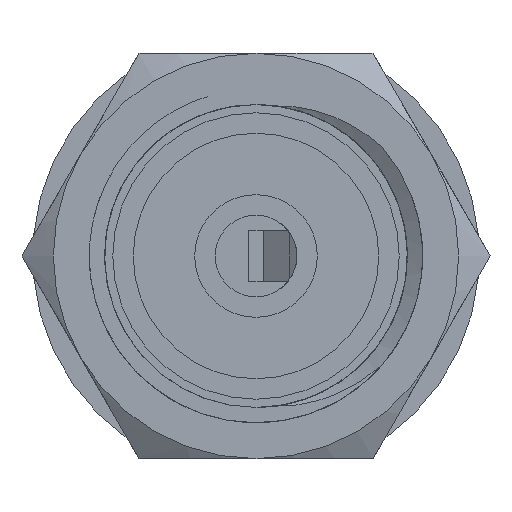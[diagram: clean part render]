
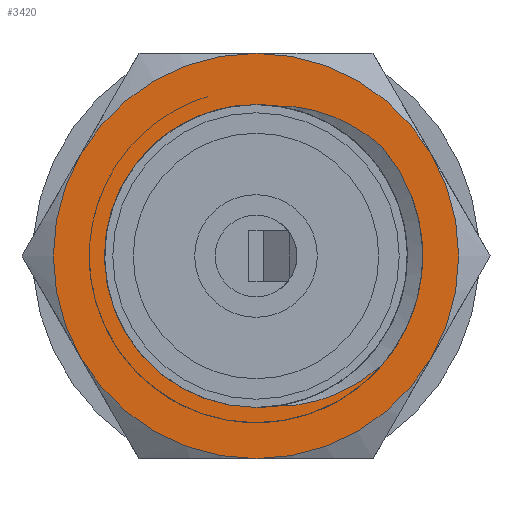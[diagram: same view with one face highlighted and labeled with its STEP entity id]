
A CAD part, left-side view. The second image highlights one B-rep face of the part: STEP entity #3420.
In plain terms, the highlighted face is planar.
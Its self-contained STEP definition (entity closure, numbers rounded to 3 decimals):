
#20 = VERTEX_POINT ( 'NONE', #335 ) ;
#71 = CARTESIAN_POINT ( 'NONE',  ( 1.294, -0.928, 12.747 ) ) ;
#90 = PLANE ( 'NONE',  #2559 ) ;
#111 = VERTEX_POINT ( 'NONE', #1327 ) ;
#205 = CARTESIAN_POINT ( 'NONE',  ( 0., 0., 12.747 ) ) ;
#289 = EDGE_CURVE ( 'NONE', #425, #1921, #1531, .T. ) ;
#314 = AXIS2_PLACEMENT_3D ( 'NONE', #1205, #606, #2134 ) ;
#335 = CARTESIAN_POINT ( 'NONE',  ( -0.991, -1.716, 12.747 ) ) ;
#378 = DIRECTION ( 'NONE',  ( 0., 0., 1. ) ) ;
#400 = DIRECTION ( 'NONE',  ( 1., 0., 0. ) ) ;
#403 = EDGE_CURVE ( 'NONE', #3871, #20, #3718, .T. ) ;
#425 = VERTEX_POINT ( 'NONE', #2043 ) ;
#482 = ORIENTED_EDGE ( 'NONE', *, *, #3636, .T. ) ;
#488 = EDGE_CURVE ( 'NONE', #3023, #2115, #3544, .T. ) ;
#491 = AXIS2_PLACEMENT_3D ( 'NONE', #1361, #2566, #2898 ) ;
#519 = AXIS2_PLACEMENT_3D ( 'NONE', #3630, #1505, #1805 ) ;
#556 = CARTESIAN_POINT ( 'NONE',  ( -1.294, -0.927, 12.747 ) ) ;
#606 = DIRECTION ( 'NONE',  ( 0., 0., 1. ) ) ;
#638 = CARTESIAN_POINT ( 'NONE',  ( 1.468, -0.19, 12.747 ) ) ;
#705 = CIRCLE ( 'NONE', #1338, 1.981 ) ;
#731 = CARTESIAN_POINT ( 'NONE',  ( 0., 0., 12.747 ) ) ;
#820 = CARTESIAN_POINT ( 'NONE',  ( 0., 0., 12.747 ) ) ;
#833 = CARTESIAN_POINT ( 'NONE',  ( 0., 0., 12.747 ) ) ;
#839 = CARTESIAN_POINT ( 'NONE',  ( -1.468, -0.19, 12.747 ) ) ;
#927 = CARTESIAN_POINT ( 'NONE',  ( 1.468, -0.19, 12.747 ) ) ;
#934 = CARTESIAN_POINT ( 'NONE',  ( 1.471, -0.383, 12.747 ) ) ;
#1125 = CIRCLE ( 'NONE', #3639, 1.48 ) ;
#1137 = CIRCLE ( 'NONE', #314, 1.48 ) ;
#1144 = CARTESIAN_POINT ( 'NONE',  ( -0.192, -1.63, 12.747 ) ) ;
#1148 = ORIENTED_EDGE ( 'NONE', *, *, #1291, .T. ) ;
#1149 = CARTESIAN_POINT ( 'NONE',  ( -1.063, -1.236, 12.747 ) ) ;
#1168 = DIRECTION ( 'NONE',  ( 0., 0., 1. ) ) ;
#1205 = CARTESIAN_POINT ( 'NONE',  ( 0., 0., 12.747 ) ) ;
#1263 = AXIS2_PLACEMENT_3D ( 'NONE', #820, #1168, #1465 ) ;
#1291 = EDGE_CURVE ( 'NONE', #2579, #2501, #1355, .T. ) ;
#1292 = EDGE_LOOP ( 'NONE', ( #3586, #3622, #2110, #1926, #1666, #1756 ) ) ;
#1327 = CARTESIAN_POINT ( 'NONE',  ( 0.991, -1.716, 12.747 ) ) ;
#1338 = AXIS2_PLACEMENT_3D ( 'NONE', #731, #378, #2525 ) ;
#1355 = B_SPLINE_CURVE_WITH_KNOTS ( 'NONE', 3,
 ( #638, #934, #3694, #71, #3380, #1552 ),
 .UNSPECIFIED., .F., .F.,
 ( 4, 2, 4 ),
 ( 0., 0.001, 0.001 ),
 .UNSPECIFIED. ) ;
#1361 = CARTESIAN_POINT ( 'NONE',  ( 0., 0., 12.747 ) ) ;
#1364 = CARTESIAN_POINT ( 'NONE',  ( -1.981, 0., 12.747 ) ) ;
#1366 = FACE_OUTER_BOUND ( 'NONE', #1292, .T. ) ;
#1369 = CARTESIAN_POINT ( 'NONE',  ( 0., 0., 12.747 ) ) ;
#1378 = CIRCLE ( 'NONE', #491, 1.981 ) ;
#1381 = CARTESIAN_POINT ( 'NONE',  ( 0.991, 1.716, 12.747 ) ) ;
#1416 = DIRECTION ( 'NONE',  ( 1., 0., 0. ) ) ;
#1465 = DIRECTION ( 'NONE',  ( 1., 0., 0. ) ) ;
#1505 = DIRECTION ( 'NONE',  ( 0., 0., 1. ) ) ;
#1531 = CIRCLE ( 'NONE', #3863, 1.981 ) ;
#1552 = CARTESIAN_POINT ( 'NONE',  ( 1.063, -1.236, 12.747 ) ) ;
#1557 = DIRECTION ( 'NONE',  ( 0., 0., 1. ) ) ;
#1627 = EDGE_CURVE ( 'NONE', #111, #425, #1378, .T. ) ;
#1666 = ORIENTED_EDGE ( 'NONE', *, *, #403, .T. ) ;
#1731 = CARTESIAN_POINT ( 'NONE',  ( 0.746, -1.462, 12.747 ) ) ;
#1737 = CARTESIAN_POINT ( 'NONE',  ( -1.063, -1.236, 12.747 ) ) ;
#1748 = CIRCLE ( 'NONE', #2216, 1.981 ) ;
#1752 = CARTESIAN_POINT ( 'NONE',  ( -0.916, -1.363, 12.747 ) ) ;
#1756 = ORIENTED_EDGE ( 'NONE', *, *, #3137, .T. ) ;
#1759 = CARTESIAN_POINT ( 'NONE',  ( -1.191, -1.092, 12.747 ) ) ;
#1773 = CARTESIAN_POINT ( 'NONE',  ( 1.063, -1.236, 12.747 ) ) ;
#1790 = CARTESIAN_POINT ( 'NONE',  ( -1.468, -0.19, 12.747 ) ) ;
#1805 = DIRECTION ( 'NONE',  ( 1., 0., 0. ) ) ;
#1833 = CARTESIAN_POINT ( 'NONE',  ( -1.471, -0.383, 12.747 ) ) ;
#1856 = CIRCLE ( 'NONE', #519, 1.981 ) ;
#1883 = EDGE_CURVE ( 'NONE', #3432, #3655, #3338, .T. ) ;
#1921 = VERTEX_POINT ( 'NONE', #1381 ) ;
#1926 = ORIENTED_EDGE ( 'NONE', *, *, #2750, .T. ) ;
#1952 = FACE_BOUND ( 'NONE', #3681, .T. ) ;
#2043 = CARTESIAN_POINT ( 'NONE',  ( 1.981, 0., 12.747 ) ) ;
#2110 = ORIENTED_EDGE ( 'NONE', *, *, #2503, .T. ) ;
#2115 = VERTEX_POINT ( 'NONE', #839 ) ;
#2134 = DIRECTION ( 'NONE',  ( 1., 0., 0. ) ) ;
#2216 = AXIS2_PLACEMENT_3D ( 'NONE', #833, #2409, #3846 ) ;
#2284 = EDGE_CURVE ( 'NONE', #2579, #3432, #1137, .T. ) ;
#2303 = DIRECTION ( 'NONE',  ( 1., 0., 0. ) ) ;
#2326 = DIRECTION ( 'NONE',  ( 0., 0., 1. ) ) ;
#2339 = CARTESIAN_POINT ( 'NONE',  ( 0.916, -1.363, 12.747 ) ) ;
#2382 = CARTESIAN_POINT ( 'NONE',  ( -1.063, -1.236, 12.747 ) ) ;
#2409 = DIRECTION ( 'NONE',  ( 0., 0., 1. ) ) ;
#2419 = CARTESIAN_POINT ( 'NONE',  ( 1.063, -1.236, 12.747 ) ) ;
#2501 = VERTEX_POINT ( 'NONE', #2419 ) ;
#2503 = EDGE_CURVE ( 'NONE', #1921, #3157, #1856, .T. ) ;
#2525 = DIRECTION ( 'NONE',  ( 1., 0., 0. ) ) ;
#2543 = B_SPLINE_CURVE_WITH_KNOTS ( 'NONE', 3,
 ( #1773, #2339, #1731, #2945, #2981, #1144, #3000, #2656, #1752, #1737 ),
 .UNSPECIFIED., .F., .F.,
 ( 4, 2, 2, 2, 4 ),
 ( 0., 0.001, 0.001, 0.002, 0.002 ),
 .UNSPECIFIED. ) ;
#2559 = AXIS2_PLACEMENT_3D ( 'NONE', #3077, #1557, #3403 ) ;
#2566 = DIRECTION ( 'NONE',  ( 0., 0., 1. ) ) ;
#2579 = VERTEX_POINT ( 'NONE', #927 ) ;
#2656 = CARTESIAN_POINT ( 'NONE',  ( -0.746, -1.462, 12.747 ) ) ;
#2750 = EDGE_CURVE ( 'NONE', #3157, #3871, #705, .T. ) ;
#2861 = ORIENTED_EDGE ( 'NONE', *, *, #3704, .F. ) ;
#2897 = DIRECTION ( 'NONE',  ( 0., 0., 1. ) ) ;
#2898 = DIRECTION ( 'NONE',  ( 1., 0., 0. ) ) ;
#2945 = CARTESIAN_POINT ( 'NONE',  ( 0.386, -1.595, 12.747 ) ) ;
#2981 = CARTESIAN_POINT ( 'NONE',  ( 0.192, -1.63, 12.747 ) ) ;
#2991 = CARTESIAN_POINT ( 'NONE',  ( -1.435, -0.574, 12.747 ) ) ;
#3000 = CARTESIAN_POINT ( 'NONE',  ( -0.386, -1.595, 12.747 ) ) ;
#3023 = VERTEX_POINT ( 'NONE', #2382 ) ;
#3077 = CARTESIAN_POINT ( 'NONE',  ( 0., 0., 12.747 ) ) ;
#3137 = EDGE_CURVE ( 'NONE', #20, #111, #1748, .T. ) ;
#3157 = VERTEX_POINT ( 'NONE', #3887 ) ;
#3240 = ORIENTED_EDGE ( 'NONE', *, *, #488, .T. ) ;
#3251 = ORIENTED_EDGE ( 'NONE', *, *, #1883, .F. ) ;
#3338 = CIRCLE ( 'NONE', #3374, 1.48 ) ;
#3374 = AXIS2_PLACEMENT_3D ( 'NONE', #1369, #2326, #1416 ) ;
#3380 = CARTESIAN_POINT ( 'NONE',  ( 1.191, -1.092, 12.747 ) ) ;
#3403 = DIRECTION ( 'NONE',  ( 1., 0., 0. ) ) ;
#3420 = ADVANCED_FACE ( 'NONE', ( #1366, #1952 ), #90, .T. ) ;
#3432 = VERTEX_POINT ( 'NONE', #3769 ) ;
#3441 = ORIENTED_EDGE ( 'NONE', *, *, #2284, .F. ) ;
#3490 = CARTESIAN_POINT ( 'NONE',  ( 0., 0., 12.747 ) ) ;
#3544 = B_SPLINE_CURVE_WITH_KNOTS ( 'NONE', 3,
 ( #1149, #1759, #556, #2991, #1833, #1790 ),
 .UNSPECIFIED., .F., .F.,
 ( 4, 2, 4 ),
 ( 0., 0.001, 0.001 ),
 .UNSPECIFIED. ) ;
#3586 = ORIENTED_EDGE ( 'NONE', *, *, #1627, .T. ) ;
#3622 = ORIENTED_EDGE ( 'NONE', *, *, #289, .T. ) ;
#3630 = CARTESIAN_POINT ( 'NONE',  ( 0., 0., 12.747 ) ) ;
#3636 = EDGE_CURVE ( 'NONE', #2501, #3023, #2543, .T. ) ;
#3639 = AXIS2_PLACEMENT_3D ( 'NONE', #3490, #3747, #400 ) ;
#3655 = VERTEX_POINT ( 'NONE', #3885 ) ;
#3681 = EDGE_LOOP ( 'NONE', ( #3441, #1148, #482, #3240, #2861, #3251 ) ) ;
#3694 = CARTESIAN_POINT ( 'NONE',  ( 1.435, -0.575, 12.747 ) ) ;
#3704 = EDGE_CURVE ( 'NONE', #3655, #2115, #1125, .T. ) ;
#3718 = CIRCLE ( 'NONE', #1263, 1.981 ) ;
#3747 = DIRECTION ( 'NONE',  ( 0., 0., 1. ) ) ;
#3769 = CARTESIAN_POINT ( 'NONE',  ( 1.48, 0., 12.747 ) ) ;
#3846 = DIRECTION ( 'NONE',  ( 1., 0., 0. ) ) ;
#3863 = AXIS2_PLACEMENT_3D ( 'NONE', #205, #2897, #2303 ) ;
#3871 = VERTEX_POINT ( 'NONE', #1364 ) ;
#3885 = CARTESIAN_POINT ( 'NONE',  ( -1.48, 0., 12.747 ) ) ;
#3887 = CARTESIAN_POINT ( 'NONE',  ( -0.991, 1.716, 12.747 ) ) ;
